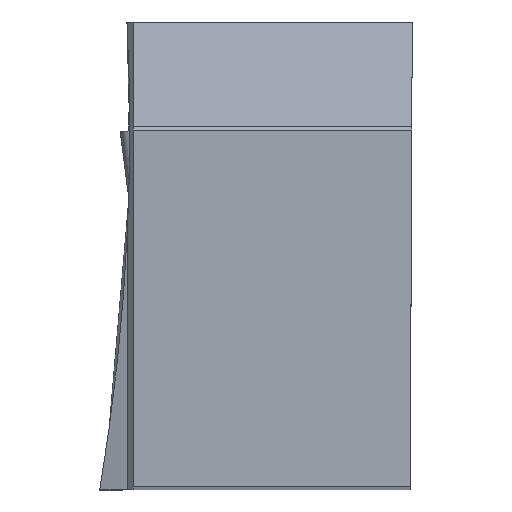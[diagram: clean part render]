
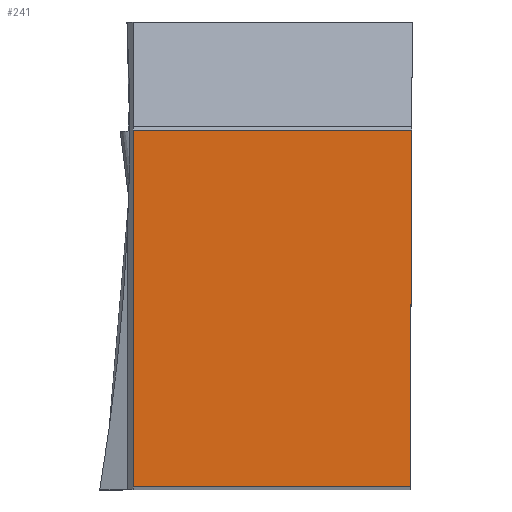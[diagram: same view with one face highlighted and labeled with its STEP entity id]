
A CAD part, top view. The second image highlights one B-rep face of the part: STEP entity #241.
In plain terms, the highlighted planar face has unit normal (0, 0, 1).
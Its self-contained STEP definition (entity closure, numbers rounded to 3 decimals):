
#241=ADVANCED_FACE('BLANK_BOXF006',(#397),#300,.F.);
#300=PLANE('',#2182);
#397=FACE_OUTER_BOUND('',#496,.T.);
#496=EDGE_LOOP('',(#994,#995,#996,#997));
#994=ORIENTED_EDGE('',*,*,#1539,.F.);
#995=ORIENTED_EDGE('',*,*,#1520,.F.);
#996=ORIENTED_EDGE('',*,*,#1538,.F.);
#997=ORIENTED_EDGE('',*,*,#1540,.F.);
#1258=VERTEX_POINT('',#4467);
#1259=VERTEX_POINT('',#4469);
#1270=VERTEX_POINT('',#4501);
#1271=VERTEX_POINT('',#4505);
#1520=EDGE_CURVE('',#1258,#1259,#1696,.T.);
#1538=EDGE_CURVE('',#1270,#1258,#1714,.T.);
#1539=EDGE_CURVE('',#1259,#1271,#1715,.T.);
#1540=EDGE_CURVE('',#1271,#1270,#1716,.T.);
#1696=LINE('',#4468,#1892);
#1714=LINE('',#4502,#1910);
#1715=LINE('',#4504,#1911);
#1716=LINE('',#4506,#1912);
#1892=VECTOR('',#2524,1.);
#1910=VECTOR('',#2550,1.);
#1911=VECTOR('',#2553,1.);
#1912=VECTOR('',#2554,1.);
#2182=AXIS2_PLACEMENT_3D('',#4507,#2555,#2556);
#2524=DIRECTION('',(-1.,0.,0.));
#2550=DIRECTION('',(-0.004,-1.,0.));
#2553=DIRECTION('',(0.,1.,0.));
#2554=DIRECTION('',(1.,0.,0.));
#2555=DIRECTION('',(0.,0.,-1.));
#2556=DIRECTION('',(0.,-1.,0.));
#4467=CARTESIAN_POINT('',(-0.139,0.,0.));
#4468=CARTESIAN_POINT('',(170.15,0.,0.));
#4469=CARTESIAN_POINT('',(-24.875,0.,0.));
#4501=CARTESIAN_POINT('',(0.,31.85,0.));
#4502=CARTESIAN_POINT('',(0.603,170.148,0.));
#4504=CARTESIAN_POINT('',(-24.875,-170.15,0.));
#4505=CARTESIAN_POINT('',(-24.875,31.85,0.));
#4506=CARTESIAN_POINT('',(-170.15,31.85,0.));
#4507=CARTESIAN_POINT('',(-27.846,-5.,0.));
